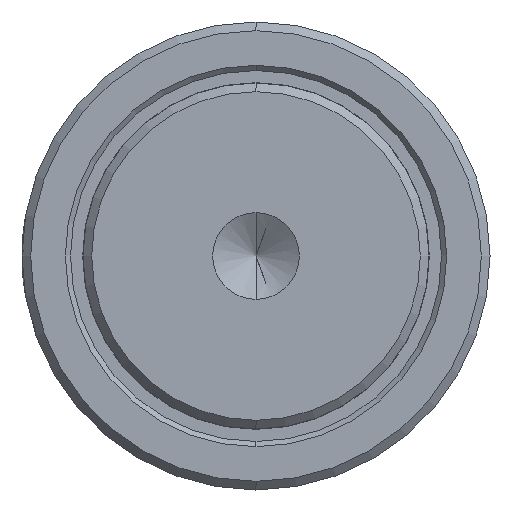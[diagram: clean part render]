
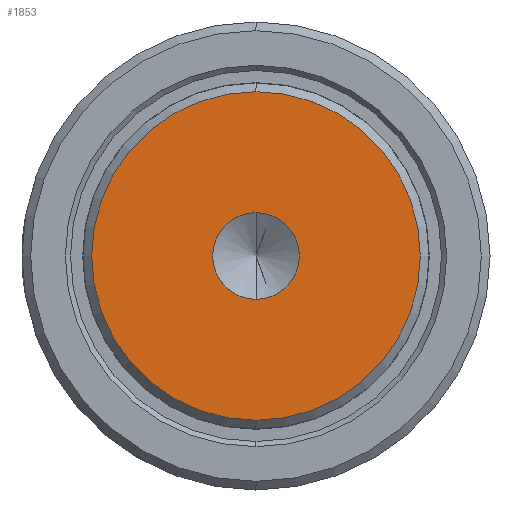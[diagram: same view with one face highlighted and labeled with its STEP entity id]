
A CAD part, left-side view. The second image highlights one B-rep face of the part: STEP entity #1853.
In plain terms, the highlighted planar face has unit normal (-1, 0, 0).
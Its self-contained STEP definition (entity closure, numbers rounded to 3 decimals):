
#34 = DIRECTION ( 'NONE',  ( -1., 0., 0. ) ) ;
#81 = CARTESIAN_POINT ( 'NONE',  ( 0., 0., 2.5 ) ) ;
#95 = AXIS2_PLACEMENT_3D ( 'NONE', #1452, #600, #1594 ) ;
#151 = EDGE_LOOP ( 'NONE', ( #1372, #1264 ) ) ;
#177 = CARTESIAN_POINT ( 'NONE',  ( 0., 0., 0. ) ) ;
#276 = ORIENTED_EDGE ( 'NONE', *, *, #1767, .T. ) ;
#301 = CIRCLE ( 'NONE', #95, 9.48 ) ;
#353 = EDGE_CURVE ( 'NONE', #1220, #1524, #1845, .T. ) ;
#443 = DIRECTION ( 'NONE',  ( -1., 0., 0. ) ) ;
#530 = CARTESIAN_POINT ( 'NONE',  ( 0., 0., -2.5 ) ) ;
#600 = DIRECTION ( 'NONE',  ( -1., 0., 0. ) ) ;
#627 = PLANE ( 'NONE',  #1271 ) ;
#651 = FACE_BOUND ( 'NONE', #151, .T. ) ;
#824 = CARTESIAN_POINT ( 'NONE',  ( 0., 0., -9.48 ) ) ;
#832 = CIRCLE ( 'NONE', #1394, 2.5 ) ;
#871 = CARTESIAN_POINT ( 'NONE',  ( 0., 0., 0. ) ) ;
#880 = EDGE_LOOP ( 'NONE', ( #276, #1069 ) ) ;
#881 = CIRCLE ( 'NONE', #1214, 2.5 ) ;
#1013 = DIRECTION ( 'NONE',  ( 0., 0., 1. ) ) ;
#1060 = DIRECTION ( 'NONE',  ( 0., 0., 1. ) ) ;
#1069 = ORIENTED_EDGE ( 'NONE', *, *, #353, .T. ) ;
#1126 = CARTESIAN_POINT ( 'NONE',  ( 0., 0., 9.48 ) ) ;
#1173 = VERTEX_POINT ( 'NONE', #530 ) ;
#1177 = AXIS2_PLACEMENT_3D ( 'NONE', #1341, #1334, #1323 ) ;
#1200 = VERTEX_POINT ( 'NONE', #81 ) ;
#1214 = AXIS2_PLACEMENT_3D ( 'NONE', #871, #1858, #1013 ) ;
#1220 = VERTEX_POINT ( 'NONE', #1126 ) ;
#1264 = ORIENTED_EDGE ( 'NONE', *, *, #1631, .F. ) ;
#1271 = AXIS2_PLACEMENT_3D ( 'NONE', #177, #34, #1060 ) ;
#1309 = CARTESIAN_POINT ( 'NONE',  ( 0., 0., 0. ) ) ;
#1323 = DIRECTION ( 'NONE',  ( 0., 0., 1. ) ) ;
#1334 = DIRECTION ( 'NONE',  ( -1., 0., 0. ) ) ;
#1341 = CARTESIAN_POINT ( 'NONE',  ( 0., 0., 0. ) ) ;
#1372 = ORIENTED_EDGE ( 'NONE', *, *, #1662, .F. ) ;
#1394 = AXIS2_PLACEMENT_3D ( 'NONE', #1309, #443, #1441 ) ;
#1441 = DIRECTION ( 'NONE',  ( 0., 0., 1. ) ) ;
#1452 = CARTESIAN_POINT ( 'NONE',  ( 0., 0., 0. ) ) ;
#1524 = VERTEX_POINT ( 'NONE', #824 ) ;
#1594 = DIRECTION ( 'NONE',  ( 0., 0., 1. ) ) ;
#1631 = EDGE_CURVE ( 'NONE', #1173, #1200, #881, .T. ) ;
#1662 = EDGE_CURVE ( 'NONE', #1200, #1173, #832, .T. ) ;
#1694 = FACE_OUTER_BOUND ( 'NONE', #880, .T. ) ;
#1767 = EDGE_CURVE ( 'NONE', #1524, #1220, #301, .T. ) ;
#1845 = CIRCLE ( 'NONE', #1177, 9.48 ) ;
#1853 = ADVANCED_FACE ( 'NONE', ( #1694, #651 ), #627, .T. ) ;
#1858 = DIRECTION ( 'NONE',  ( -1., 0., 0. ) ) ;
